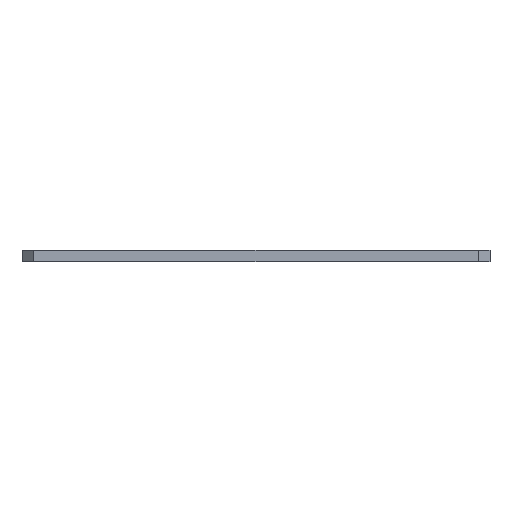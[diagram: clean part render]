
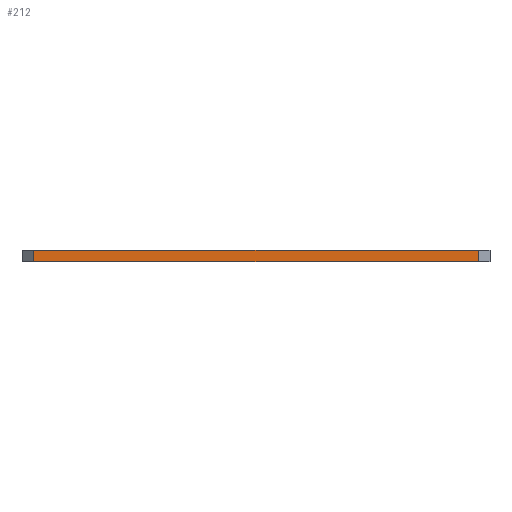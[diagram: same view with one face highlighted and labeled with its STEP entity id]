
A CAD part, front view. The second image highlights one B-rep face of the part: STEP entity #212.
In plain terms, the highlighted planar face has unit normal (0, -1, 0).
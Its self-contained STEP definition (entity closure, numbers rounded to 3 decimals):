
#13 = LINE ( 'NONE', #667, #22 ) ;
#22 = VECTOR ( 'NONE', #795, 1000. ) ;
#57 = LINE ( 'NONE', #694, #722 ) ;
#67 = CARTESIAN_POINT ( 'NONE',  ( -40., -120., 0. ) ) ;
#83 = CARTESIAN_POINT ( 'NONE',  ( 38., -120., 0. ) ) ;
#106 = CARTESIAN_POINT ( 'NONE',  ( -38., -120., 0. ) ) ;
#126 = EDGE_CURVE ( 'NONE', #646, #709, #507, .T. ) ;
#132 = EDGE_LOOP ( 'NONE', ( #556, #390, #713, #751 ) ) ;
#163 = DIRECTION ( 'NONE',  ( 0., 0., 1. ) ) ;
#200 = DIRECTION ( 'NONE',  ( -1., 0., 0. ) ) ;
#212 = ADVANCED_FACE ( 'NONE', ( #680 ), #730, .F. ) ;
#225 = CARTESIAN_POINT ( 'NONE',  ( -40., -120., -2. ) ) ;
#292 = CARTESIAN_POINT ( 'NONE',  ( 38., -120., -2. ) ) ;
#390 = ORIENTED_EDGE ( 'NONE', *, *, #126, .T. ) ;
#400 = EDGE_CURVE ( 'NONE', #612, #709, #57, .T. ) ;
#440 = LINE ( 'NONE', #67, #649 ) ;
#454 = CARTESIAN_POINT ( 'NONE',  ( -38., -120., -2. ) ) ;
#507 = LINE ( 'NONE', #454, #761 ) ;
#556 = ORIENTED_EDGE ( 'NONE', *, *, #755, .T. ) ;
#575 = AXIS2_PLACEMENT_3D ( 'NONE', #225, #613, #163 ) ;
#612 = VERTEX_POINT ( 'NONE', #292 ) ;
#613 = DIRECTION ( 'NONE',  ( 0., 1., 0. ) ) ;
#616 = CARTESIAN_POINT ( 'NONE',  ( -38., -120., -2. ) ) ;
#640 = VERTEX_POINT ( 'NONE', #83 ) ;
#646 = VERTEX_POINT ( 'NONE', #106 ) ;
#649 = VECTOR ( 'NONE', #200, 1000. ) ;
#667 = CARTESIAN_POINT ( 'NONE',  ( 38., -120., -2. ) ) ;
#680 = FACE_OUTER_BOUND ( 'NONE', #132, .T. ) ;
#694 = CARTESIAN_POINT ( 'NONE',  ( -40., -120., -2. ) ) ;
#709 = VERTEX_POINT ( 'NONE', #616 ) ;
#713 = ORIENTED_EDGE ( 'NONE', *, *, #400, .F. ) ;
#722 = VECTOR ( 'NONE', #758, 1000. ) ;
#730 = PLANE ( 'NONE',  #575 ) ;
#751 = ORIENTED_EDGE ( 'NONE', *, *, #815, .T. ) ;
#755 = EDGE_CURVE ( 'NONE', #640, #646, #440, .T. ) ;
#758 = DIRECTION ( 'NONE',  ( -1., 0., 0. ) ) ;
#761 = VECTOR ( 'NONE', #774, 1000. ) ;
#774 = DIRECTION ( 'NONE',  ( 0., 0., -1. ) ) ;
#795 = DIRECTION ( 'NONE',  ( 0., 0., 1. ) ) ;
#815 = EDGE_CURVE ( 'NONE', #612, #640, #13, .T. ) ;
